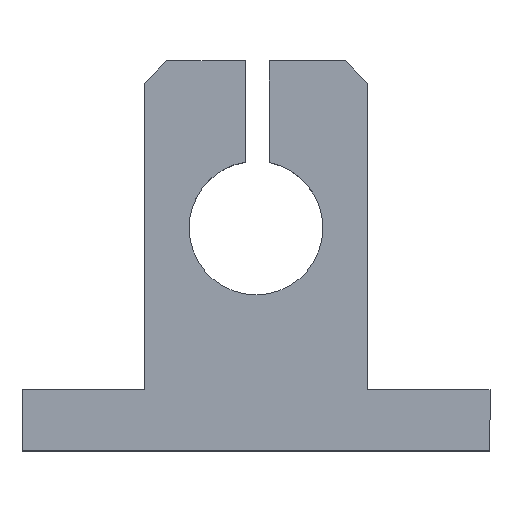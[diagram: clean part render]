
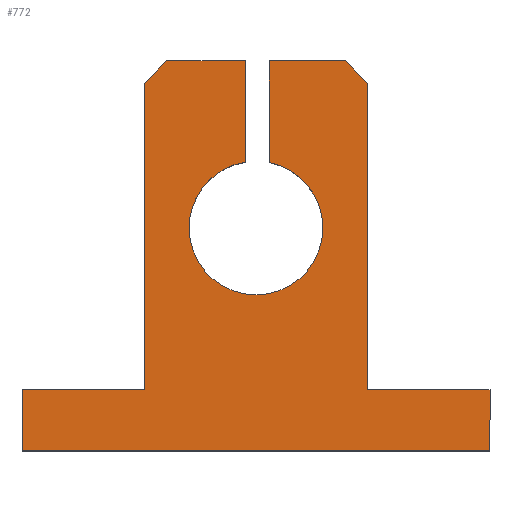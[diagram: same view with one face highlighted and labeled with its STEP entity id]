
A CAD part, top view. The second image highlights one B-rep face of the part: STEP entity #772.
In plain terms, the highlighted planar face has unit normal (0, 0, 1).
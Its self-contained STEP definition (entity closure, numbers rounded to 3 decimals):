
#2 = DIRECTION ( 'NONE',  ( 1., 0., 0. ) ) ;
#6 = CIRCLE ( 'NONE', #559, 6. ) ;
#21 = CARTESIAN_POINT ( 'NONE',  ( -10., 17.5, 6. ) ) ;
#24 = VECTOR ( 'NONE', #1014, 1000. ) ;
#25 = EDGE_CURVE ( 'NONE', #342, #30, #364, .T. ) ;
#30 = VERTEX_POINT ( 'NONE', #1008 ) ;
#41 = VECTOR ( 'NONE', #156, 1000. ) ;
#43 = VERTEX_POINT ( 'NONE', #677 ) ;
#61 = VECTOR ( 'NONE', #88, 1000. ) ;
#63 = VECTOR ( 'NONE', #819, 1000. ) ;
#64 = DIRECTION ( 'NONE',  ( 0., 1., 0. ) ) ;
#71 = VERTEX_POINT ( 'NONE', #617 ) ;
#74 = DIRECTION ( 'NONE',  ( 1., 0., 0. ) ) ;
#81 = VECTOR ( 'NONE', #778, 1000. ) ;
#88 = DIRECTION ( 'NONE',  ( 0., -1., 0. ) ) ;
#99 = ORIENTED_EDGE ( 'NONE', *, *, #786, .F. ) ;
#109 = EDGE_CURVE ( 'NONE', #836, #155, #6, .T. ) ;
#111 = CARTESIAN_POINT ( 'NONE',  ( 10., 15.5, 6. ) ) ;
#112 = CARTESIAN_POINT ( 'NONE',  ( -10., -12., 6. ) ) ;
#121 = DIRECTION ( 'NONE',  ( 0., 0., 1. ) ) ;
#126 = PLANE ( 'NONE',  #396 ) ;
#134 = DIRECTION ( 'NONE',  ( 0., 0., 1. ) ) ;
#137 = ORIENTED_EDGE ( 'NONE', *, *, #788, .F. ) ;
#148 = CARTESIAN_POINT ( 'NONE',  ( -6., 2.5, 6. ) ) ;
#155 = VERTEX_POINT ( 'NONE', #148 ) ;
#156 = DIRECTION ( 'NONE',  ( 0., -1., 0. ) ) ;
#160 = EDGE_CURVE ( 'NONE', #592, #30, #625, .T. ) ;
#166 = AXIS2_PLACEMENT_3D ( 'NONE', #938, #231, #74 ) ;
#170 = CARTESIAN_POINT ( 'NONE',  ( -0.971, 17.5, 6. ) ) ;
#201 = ORIENTED_EDGE ( 'NONE', *, *, #935, .F. ) ;
#202 = VECTOR ( 'NONE', #307, 1000. ) ;
#210 = ORIENTED_EDGE ( 'NONE', *, *, #258, .T. ) ;
#215 = VECTOR ( 'NONE', #280, 1000. ) ;
#226 = ORIENTED_EDGE ( 'NONE', *, *, #881, .F. ) ;
#231 = DIRECTION ( 'NONE',  ( 0., 0., 1. ) ) ;
#248 = LINE ( 'NONE', #964, #940 ) ;
#255 = DIRECTION ( 'NONE',  ( -0.707, -0.707, 0. ) ) ;
#256 = DIRECTION ( 'NONE',  ( -1., 0., 0. ) ) ;
#258 = EDGE_CURVE ( 'NONE', #454, #716, #703, .T. ) ;
#274 = DIRECTION ( 'NONE',  ( 1., 0., 0. ) ) ;
#276 = EDGE_CURVE ( 'NONE', #155, #43, #331, .T. ) ;
#280 = DIRECTION ( 'NONE',  ( 0., 1., 0. ) ) ;
#297 = CARTESIAN_POINT ( 'NONE',  ( -21., 17.5, 6. ) ) ;
#306 = CARTESIAN_POINT ( 'NONE',  ( 0., 2.5, 6. ) ) ;
#307 = DIRECTION ( 'NONE',  ( 1., 0., 0. ) ) ;
#323 = CARTESIAN_POINT ( 'NONE',  ( -0.971, -2.483, 6. ) ) ;
#331 = CIRCLE ( 'NONE', #166, 6. ) ;
#338 = VERTEX_POINT ( 'NONE', #170 ) ;
#342 = VERTEX_POINT ( 'NONE', #488 ) ;
#362 = AXIS2_PLACEMENT_3D ( 'NONE', #306, #134, #539 ) ;
#364 = LINE ( 'NONE', #609, #549 ) ;
#388 = ORIENTED_EDGE ( 'NONE', *, *, #685, .F. ) ;
#392 = VERTEX_POINT ( 'NONE', #895 ) ;
#396 = AXIS2_PLACEMENT_3D ( 'NONE', #507, #121, #274 ) ;
#410 = LINE ( 'NONE', #561, #953 ) ;
#417 = LINE ( 'NONE', #884, #660 ) ;
#423 = FACE_OUTER_BOUND ( 'NONE', #757, .T. ) ;
#431 = CARTESIAN_POINT ( 'NONE',  ( -0.971, 8.421, 6. ) ) ;
#435 = CARTESIAN_POINT ( 'NONE',  ( -21., -12., 6. ) ) ;
#443 = EDGE_CURVE ( 'NONE', #614, #71, #744, .T. ) ;
#444 = CARTESIAN_POINT ( 'NONE',  ( 1.179, -2.483, 6. ) ) ;
#454 = VERTEX_POINT ( 'NONE', #435 ) ;
#460 = CARTESIAN_POINT ( 'NONE',  ( 12.75, 12.75, 6. ) ) ;
#478 = LINE ( 'NONE', #798, #678 ) ;
#488 = CARTESIAN_POINT ( 'NONE',  ( 21., -17.5, 6. ) ) ;
#507 = CARTESIAN_POINT ( 'NONE',  ( 0., 0., 6. ) ) ;
#539 = DIRECTION ( 'NONE',  ( 1., 0., 0. ) ) ;
#548 = VERTEX_POINT ( 'NONE', #112 ) ;
#549 = VECTOR ( 'NONE', #64, 1000. ) ;
#559 = AXIS2_PLACEMENT_3D ( 'NONE', #994, #859, #987 ) ;
#561 = CARTESIAN_POINT ( 'NONE',  ( -21., 17.5, 6. ) ) ;
#592 = VERTEX_POINT ( 'NONE', #849 ) ;
#600 = LINE ( 'NONE', #21, #63 ) ;
#609 = CARTESIAN_POINT ( 'NONE',  ( 21., 17.5, 6. ) ) ;
#614 = VERTEX_POINT ( 'NONE', #1004 ) ;
#617 = CARTESIAN_POINT ( 'NONE',  ( 1.179, 17.5, 6. ) ) ;
#625 = LINE ( 'NONE', #773, #202 ) ;
#647 = EDGE_CURVE ( 'NONE', #454, #548, #417, .T. ) ;
#652 = EDGE_CURVE ( 'NONE', #392, #817, #248, .T. ) ;
#660 = VECTOR ( 'NONE', #733, 1000. ) ;
#663 = EDGE_CURVE ( 'NONE', #338, #392, #410, .T. ) ;
#670 = CARTESIAN_POINT ( 'NONE',  ( -21., 17.5, 6. ) ) ;
#677 = CARTESIAN_POINT ( 'NONE',  ( 6., 2.5, 6. ) ) ;
#678 = VECTOR ( 'NONE', #2, 1000. ) ;
#681 = LINE ( 'NONE', #444, #215 ) ;
#685 = EDGE_CURVE ( 'NONE', #338, #836, #888, .T. ) ;
#703 = LINE ( 'NONE', #297, #24 ) ;
#713 = LINE ( 'NONE', #868, #41 ) ;
#716 = VERTEX_POINT ( 'NONE', #737 ) ;
#732 = ORIENTED_EDGE ( 'NONE', *, *, #276, .F. ) ;
#733 = DIRECTION ( 'NONE',  ( 1., 0., 0. ) ) ;
#736 = EDGE_CURVE ( 'NONE', #716, #342, #478, .T. ) ;
#737 = CARTESIAN_POINT ( 'NONE',  ( -21., -17.5, 6. ) ) ;
#744 = LINE ( 'NONE', #670, #892 ) ;
#745 = VERTEX_POINT ( 'NONE', #111 ) ;
#756 = ORIENTED_EDGE ( 'NONE', *, *, #160, .F. ) ;
#757 = EDGE_LOOP ( 'NONE', ( #137, #226, #732, #872, #388, #866, #924, #99, #900, #210, #907, #865, #756, #201, #917, #835 ) ) ;
#772 = ADVANCED_FACE ( 'NONE', ( #423 ), #126, .T. ) ;
#773 = CARTESIAN_POINT ( 'NONE',  ( 21., -12., 6. ) ) ;
#778 = DIRECTION ( 'NONE',  ( -0.707, 0.707, 0. ) ) ;
#786 = EDGE_CURVE ( 'NONE', #548, #817, #600, .T. ) ;
#787 = CARTESIAN_POINT ( 'NONE',  ( 1.179, 8.383, 6. ) ) ;
#788 = EDGE_CURVE ( 'NONE', #944, #71, #681, .T. ) ;
#798 = CARTESIAN_POINT ( 'NONE',  ( -21., -17.5, 6. ) ) ;
#817 = VERTEX_POINT ( 'NONE', #974 ) ;
#819 = DIRECTION ( 'NONE',  ( 0., 1., 0. ) ) ;
#835 = ORIENTED_EDGE ( 'NONE', *, *, #443, .T. ) ;
#836 = VERTEX_POINT ( 'NONE', #431 ) ;
#849 = CARTESIAN_POINT ( 'NONE',  ( 10., -12., 6. ) ) ;
#859 = DIRECTION ( 'NONE',  ( 0., 0., 1. ) ) ;
#861 = CIRCLE ( 'NONE', #362, 6. ) ;
#865 = ORIENTED_EDGE ( 'NONE', *, *, #25, .T. ) ;
#866 = ORIENTED_EDGE ( 'NONE', *, *, #663, .T. ) ;
#868 = CARTESIAN_POINT ( 'NONE',  ( 10., 17.5, 6. ) ) ;
#872 = ORIENTED_EDGE ( 'NONE', *, *, #109, .F. ) ;
#881 = EDGE_CURVE ( 'NONE', #43, #944, #861, .T. ) ;
#884 = CARTESIAN_POINT ( 'NONE',  ( -21., -12., 6. ) ) ;
#888 = LINE ( 'NONE', #323, #61 ) ;
#892 = VECTOR ( 'NONE', #256, 1000. ) ;
#895 = CARTESIAN_POINT ( 'NONE',  ( -8., 17.5, 6. ) ) ;
#900 = ORIENTED_EDGE ( 'NONE', *, *, #647, .F. ) ;
#907 = ORIENTED_EDGE ( 'NONE', *, *, #736, .T. ) ;
#917 = ORIENTED_EDGE ( 'NONE', *, *, #928, .T. ) ;
#924 = ORIENTED_EDGE ( 'NONE', *, *, #652, .T. ) ;
#928 = EDGE_CURVE ( 'NONE', #745, #614, #1012, .T. ) ;
#935 = EDGE_CURVE ( 'NONE', #745, #592, #713, .T. ) ;
#938 = CARTESIAN_POINT ( 'NONE',  ( 0., 2.5, 6. ) ) ;
#940 = VECTOR ( 'NONE', #255, 1000. ) ;
#944 = VERTEX_POINT ( 'NONE', #787 ) ;
#953 = VECTOR ( 'NONE', #1032, 1000. ) ;
#964 = CARTESIAN_POINT ( 'NONE',  ( -12.75, 12.75, 6. ) ) ;
#974 = CARTESIAN_POINT ( 'NONE',  ( -10., 15.5, 6. ) ) ;
#987 = DIRECTION ( 'NONE',  ( 1., 0., 0. ) ) ;
#994 = CARTESIAN_POINT ( 'NONE',  ( 0., 2.5, 6. ) ) ;
#1004 = CARTESIAN_POINT ( 'NONE',  ( 8., 17.5, 6. ) ) ;
#1008 = CARTESIAN_POINT ( 'NONE',  ( 21., -12., 6. ) ) ;
#1012 = LINE ( 'NONE', #460, #81 ) ;
#1014 = DIRECTION ( 'NONE',  ( 0., -1., 0. ) ) ;
#1032 = DIRECTION ( 'NONE',  ( -1., 0., 0. ) ) ;
